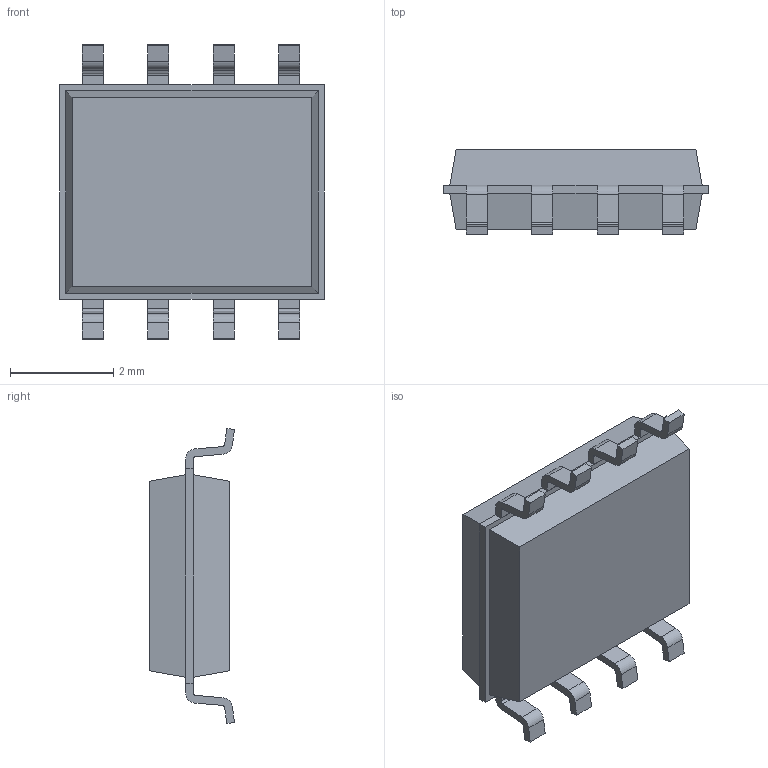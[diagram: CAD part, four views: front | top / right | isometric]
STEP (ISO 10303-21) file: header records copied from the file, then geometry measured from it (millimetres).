
FILE_DESCRIPTION (( 'STEP AP214' ), '1' );
FILE_NAME ('LM358AMX.STEP', '2021-06-17T09:23:44', ( '' ), ( '' ), 'SwSTEP 2.0', 'SolidWorks 2018', '' );
FILE_SCHEMA (( 'AUTOMOTIVE_DESIGN' ));
Length unit declared in the file: millimetre
Products named in the file (2): LM358AMX
Bounding box: 5.13 x 1.65 x 5.72 mm (x, y, z)
Volume: 29.3 mm3; surface area: 80.5 mm2
Topology: 10 solids, 10 shells, 133 faces, 330 edges, 220 vertices
Faces by surface type: plane 99, cylinder 34
Full cylindrical faces by diameter (mm): 0.75 x2
Entity records: 5493 total; most frequent: CARTESIAN_POINT 683, DIRECTION 666, ORIENTED_EDGE 656, EDGE_CURVE 328, LINE 260, VECTOR 260, VERTEX_POINT 220, AXIS2_PLACEMENT_3D 203
